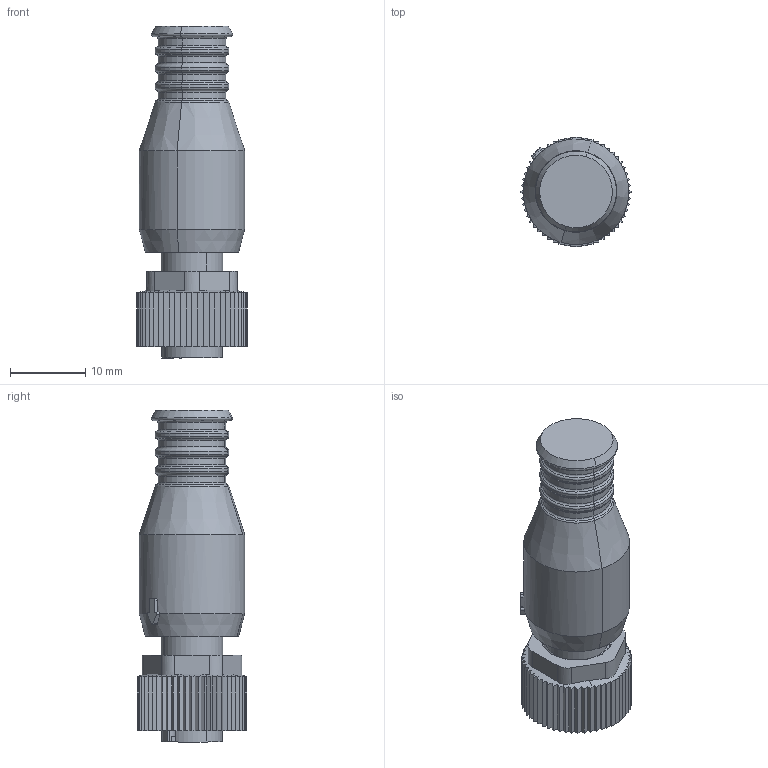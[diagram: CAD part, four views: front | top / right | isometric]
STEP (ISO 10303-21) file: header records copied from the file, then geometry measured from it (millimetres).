
FILE_DESCRIPTION(('CATIA V5 STEP Exchange','CAx-IF Rec.Pracs.--- Model Styling and Organization---1.4--- 2014-01-23'),'2;1');
FILE_NAME ('412154-2_0_2018050000_2018050000.stp','2022-03-21T11:02:11+00:00',('none'),('Weidmueller'),'CATIA Version 5-6 Release 2016 SP3 HF44','CATIA V5 STEP AP214','none');
FILE_SCHEMA(('AUTOMOTIVE_DESIGN { 1 0 10303 214 1 1 1 1 }'));
Length unit declared in the file: millimetre
Products named in the file (1): 2018050000
Bounding box: 14.6 x 14.52 x 44 mm (x, y, z)
Volume: 4845.5 mm3; surface area: 4017.5 mm2
Topology: 14 solids, 14 shells, 434 faces, 1105 edges, 709 vertices
Faces by surface type: plane 223, cylinder 117, cone 38, torus 32, bspline 20, revolution 4
Entity records: 13027 total; most frequent: CARTESIAN_POINT 3574, ORIENTED_EDGE 2210, DIRECTION 1436, EDGE_CURVE 1105, VERTEX_POINT 709, AXIS2_PLACEMENT_3D 610, VECTOR 548, LINE 548
